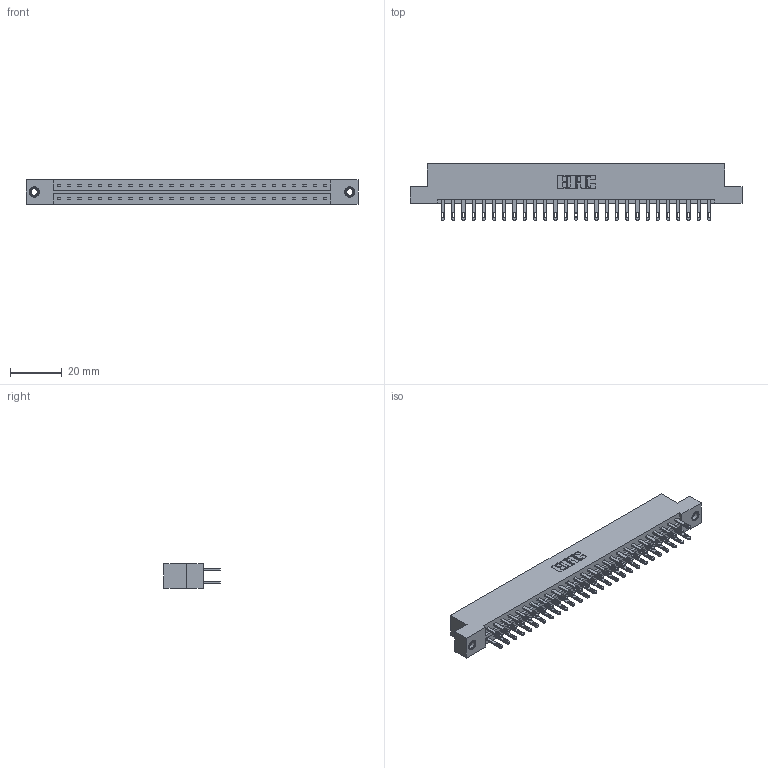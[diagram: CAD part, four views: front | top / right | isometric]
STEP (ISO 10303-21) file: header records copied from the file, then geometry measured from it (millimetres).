
FILE_DESCRIPTION (( 'STEP AP203' ), '1' );
FILE_NAME ('833-054-500-207.STEP', '2020-06-04T20:16:09', ( '' ), ( '' ), 'SwSTEP 2.0', 'SolidWorks 2020', '' );
FILE_SCHEMA (( 'CONFIG_CONTROL_DESIGN' ));
Length unit declared in the file: inch
Products named in the file (4): 833 Part_Flush - .156 Dia - TI; 345-250-001_345-250-005-103; 345-292-001_345-293-100; 833-054-500-207
Assembly tree (57 placements, depth 2):
  833-054-500-207
    833 Part_Flush - .156 Dia - TI
    345-292-001_345-293-100  x54
    345-250-001_345-250-005-103  x2
Bounding box: 128.52 x 21.85 x 9.4 mm (x, y, z)
Volume: 13132.8 mm3; surface area: 15993.4 mm2
Topology: 57 solids, 57 shells, 2766 faces, 8385 edges, 5582 vertices
Faces by surface type: plane 1722, cylinder 1028, cone 12, torus 4
Entity records: 20426 total; most frequent: CARTESIAN_POINT 3385, ORIENTED_EDGE 3314, DIRECTION 2951, EDGE_CURVE 1657, LINE 1505, VECTOR 1505, VERTEX_POINT 1100, AXIS2_PLACEMENT_3D 723
